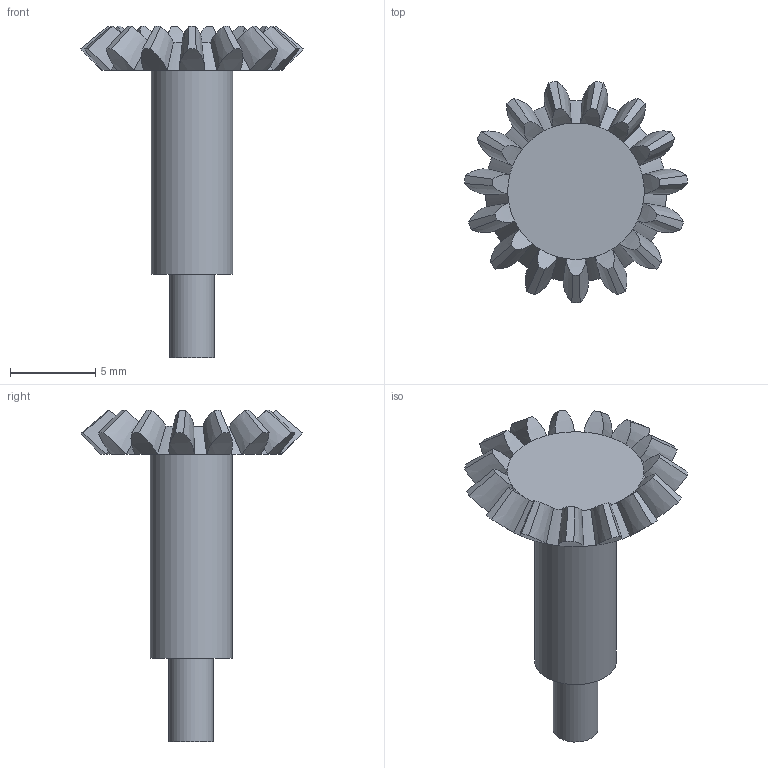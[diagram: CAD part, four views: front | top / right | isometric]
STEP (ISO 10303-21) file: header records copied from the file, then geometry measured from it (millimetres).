
FILE_DESCRIPTION(/* description */ (''),/* implementation_level */ '2;1');
FILE_NAME(/* name */ 'Engranaje biselado12.stp',/* time_stamp */ '2023-10-08T11:32:30-05:00',/* author */ ('Asus'),/* organization */ (''),/* preprocessor_version */ 'ST-DEVELOPER v19.2',/* originating_system */ 'Autodesk Inventor 2024',/* authorisation */ '');
FILE_SCHEMA (('AUTOMOTIVE_DESIGN { 1 0 10303 214 3 1 1 }'));
Length unit declared in the file: millimetre
Products named in the file (1): Engranaje biselado1
Bounding box: 13.1 x 13.03 x 19.49 mm (x, y, z)
Volume: 408.6 mm3; surface area: 548.3 mm2
Topology: 1 solids, 1 shells, 96 faces, 216 edges, 124 vertices
Faces by surface type: cone 60, bspline 30, plane 4, cylinder 2
Full cylindrical faces by diameter (mm): 2.63 x1, 4.8 x1
Entity records: 3918 total; most frequent: CARTESIAN_POINT 2008, ORIENTED_EDGE 432, DIRECTION 324, EDGE_CURVE 216, AXIS2_PLACEMENT_3D 161, VERTEX_POINT 124, B_SPLINE_CURVE_WITH_KNOTS 120, EDGE_LOOP 98
